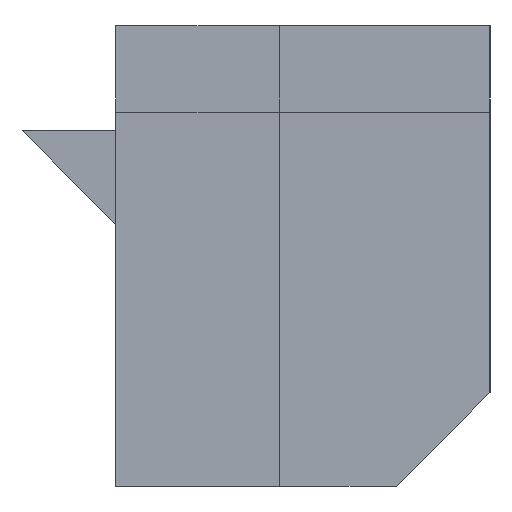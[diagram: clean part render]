
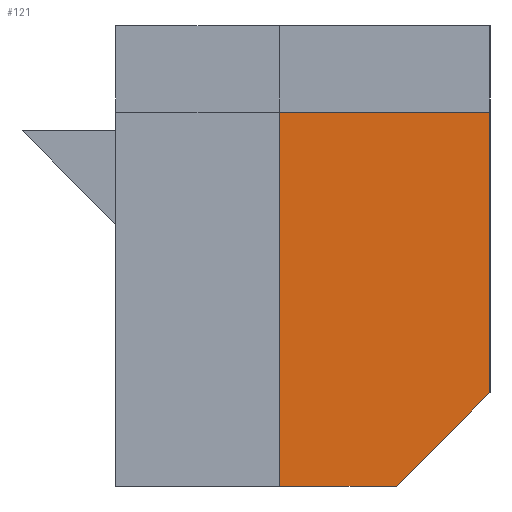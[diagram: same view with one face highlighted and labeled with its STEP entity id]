
A CAD part, left-side view. The second image highlights one B-rep face of the part: STEP entity #121.
In plain terms, the highlighted planar face has unit normal (-1, 0, 0).
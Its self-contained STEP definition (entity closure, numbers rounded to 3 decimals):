
#21 = EDGE_CURVE('',#22,#24,#26,.T.);
#22 = VERTEX_POINT('',#23);
#23 = CARTESIAN_POINT('',(-9.9,-6.,0.));
#24 = VERTEX_POINT('',#25);
#25 = CARTESIAN_POINT('',(-9.9,-3.5,0.));
#26 = LINE('',#27,#28);
#27 = CARTESIAN_POINT('',(-9.9,-8.,0.));
#28 = VECTOR('',#29,1.);
#29 = DIRECTION('',(0.,1.,0.));
#121 = ADVANCED_FACE('',(#122),#155,.T.);
#122 = FACE_BOUND('',#123,.T.);
#123 = EDGE_LOOP('',(#124,#134,#142,#148,#149));
#124 = ORIENTED_EDGE('',*,*,#125,.T.);
#125 = EDGE_CURVE('',#126,#128,#130,.T.);
#126 = VERTEX_POINT('',#127);
#127 = CARTESIAN_POINT('',(-9.9,-8.,2.));
#128 = VERTEX_POINT('',#129);
#129 = CARTESIAN_POINT('',(-9.9,-8.,8.));
#130 = LINE('',#131,#132);
#131 = CARTESIAN_POINT('',(-9.9,-8.,0.));
#132 = VECTOR('',#133,1.);
#133 = DIRECTION('',(0.,0.,1.));
#134 = ORIENTED_EDGE('',*,*,#135,.T.);
#135 = EDGE_CURVE('',#128,#136,#138,.T.);
#136 = VERTEX_POINT('',#137);
#137 = CARTESIAN_POINT('',(-9.9,-3.5,8.));
#138 = LINE('',#139,#140);
#139 = CARTESIAN_POINT('',(-9.9,-8.,8.));
#140 = VECTOR('',#141,1.);
#141 = DIRECTION('',(0.,1.,0.));
#142 = ORIENTED_EDGE('',*,*,#143,.F.);
#143 = EDGE_CURVE('',#24,#136,#144,.T.);
#144 = LINE('',#145,#146);
#145 = CARTESIAN_POINT('',(-9.9,-3.5,0.));
#146 = VECTOR('',#147,1.);
#147 = DIRECTION('',(0.,0.,1.));
#148 = ORIENTED_EDGE('',*,*,#21,.F.);
#149 = ORIENTED_EDGE('',*,*,#150,.T.);
#150 = EDGE_CURVE('',#22,#126,#151,.T.);
#151 = LINE('',#152,#153);
#152 = CARTESIAN_POINT('',(-9.9,-7.,1.));
#153 = VECTOR('',#154,1.);
#154 = DIRECTION('',(0.,-0.707,0.707));
#155 = PLANE('',#156);
#156 = AXIS2_PLACEMENT_3D('',#157,#158,#159);
#157 = CARTESIAN_POINT('',(-9.9,-8.,0.));
#158 = DIRECTION('',(-1.,0.,0.));
#159 = DIRECTION('',(0.,1.,0.));
